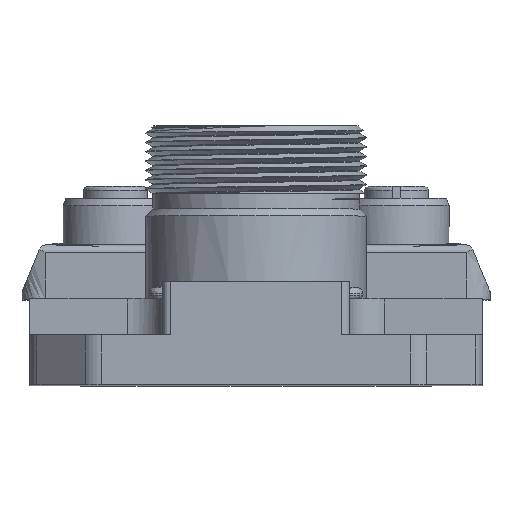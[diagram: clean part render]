
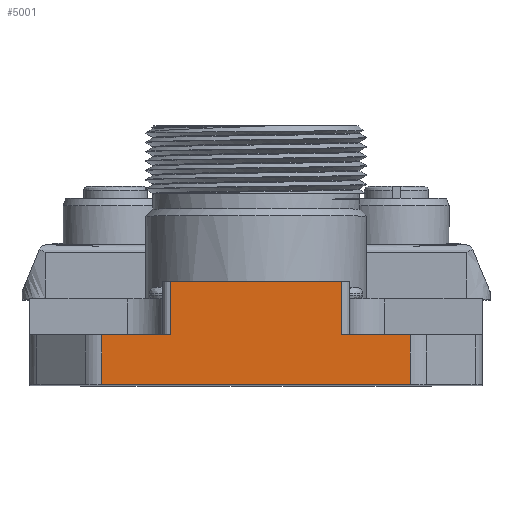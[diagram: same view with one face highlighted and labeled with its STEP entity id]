
A CAD part, top view. The second image highlights one B-rep face of the part: STEP entity #5001.
In plain terms, the highlighted free-form (B-spline) face has degree [1, 1] with [2, 2] control points.
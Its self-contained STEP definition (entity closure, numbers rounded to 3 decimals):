
#104=CARTESIAN_POINT('',(19.791,0.,0.));
#105=VERTEX_POINT('',#104);
#112=CARTESIAN_POINT('',(-19.791,0.,0.));
#113=VERTEX_POINT('',#112);
#114=CARTESIAN_POINT('',(19.791,0.,0.));
#115=CARTESIAN_POINT('',(-19.791,0.,0.));
#116=B_SPLINE_CURVE_WITH_KNOTS('',1,(#114,#115),.POLYLINE_FORM.,.F.,.U.,(2,2),(0.,1.),.UNSPECIFIED.);
#117=EDGE_CURVE('',#105,#113,#116,.T.);
#4866=CARTESIAN_POINT('',(-19.791,6.4,0.));
#4867=VERTEX_POINT('',#4866);
#4874=CARTESIAN_POINT('',(-11.,6.4,0.));
#4875=VERTEX_POINT('',#4874);
#4876=CARTESIAN_POINT('',(-19.791,6.4,0.));
#4877=CARTESIAN_POINT('',(-11.,6.4,0.));
#4878=B_SPLINE_CURVE_WITH_KNOTS('',1,(#4876,#4877),.POLYLINE_FORM.,.F.,.U.,(2,2),(0.,1.),.UNSPECIFIED.);
#4879=EDGE_CURVE('',#4867,#4875,#4878,.T.);
#4954=CARTESIAN_POINT('',(-43.669,-53.515,0.));
#4955=CARTESIAN_POINT('',(-43.669,87.515,0.));
#4956=CARTESIAN_POINT('',(97.362,-53.515,0.));
#4957=CARTESIAN_POINT('',(97.362,87.515,0.));
#4958=B_SPLINE_SURFACE_WITH_KNOTS('',1,1,((#4954,#4955),(#4956,#4957)),.PLANE_SURF.,.F.,.F.,.U.,(2,2),(2,2),(0.,1.),(0.,1.),.UNSPECIFIED.);
#4959=CARTESIAN_POINT('',(11.,13.2,0.));
#4960=VERTEX_POINT('',#4959);
#4961=CARTESIAN_POINT('',(-11.,13.2,0.));
#4962=VERTEX_POINT('',#4961);
#4963=CARTESIAN_POINT('',(11.,13.2,0.));
#4964=CARTESIAN_POINT('',(-11.,13.2,0.));
#4965=B_SPLINE_CURVE_WITH_KNOTS('',1,(#4963,#4964),.POLYLINE_FORM.,.F.,.U.,(2,2),(0.,1.),.UNSPECIFIED.);
#4966=EDGE_CURVE('',#4960,#4962,#4965,.T.);
#4967=ORIENTED_EDGE('',*,*,#4966,.T.);
#4968=CARTESIAN_POINT('',(-11.,13.2,0.));
#4969=CARTESIAN_POINT('',(-11.,6.4,0.));
#4970=B_SPLINE_CURVE_WITH_KNOTS('',1,(#4968,#4969),.POLYLINE_FORM.,.F.,.U.,(2,2),(0.,1.),.UNSPECIFIED.);
#4971=EDGE_CURVE('',#4962,#4875,#4970,.T.);
#4972=ORIENTED_EDGE('',*,*,#4971,.T.);
#4973=ORIENTED_EDGE('',*,*,#4879,.F.);
#4974=CARTESIAN_POINT('',(-19.791,6.4,0.));
#4975=CARTESIAN_POINT('',(-19.791,0.,0.));
#4976=B_SPLINE_CURVE_WITH_KNOTS('',1,(#4974,#4975),.POLYLINE_FORM.,.F.,.U.,(2,2),(0.,1.),.UNSPECIFIED.);
#4977=EDGE_CURVE('',#4867,#113,#4976,.T.);
#4978=ORIENTED_EDGE('',*,*,#4977,.T.);
#4979=ORIENTED_EDGE('',*,*,#117,.F.);
#4980=CARTESIAN_POINT('',(19.791,6.4,0.));
#4981=VERTEX_POINT('',#4980);
#4982=CARTESIAN_POINT('',(19.791,0.,0.));
#4983=CARTESIAN_POINT('',(19.791,6.4,0.));
#4984=B_SPLINE_CURVE_WITH_KNOTS('',1,(#4982,#4983),.POLYLINE_FORM.,.F.,.U.,(2,2),(0.,1.),.UNSPECIFIED.);
#4985=EDGE_CURVE('',#105,#4981,#4984,.T.);
#4986=ORIENTED_EDGE('',*,*,#4985,.T.);
#4987=CARTESIAN_POINT('',(11.,6.4,0.));
#4988=VERTEX_POINT('',#4987);
#4989=CARTESIAN_POINT('',(19.791,6.4,0.));
#4990=CARTESIAN_POINT('',(11.,6.4,0.));
#4991=B_SPLINE_CURVE_WITH_KNOTS('',1,(#4989,#4990),.POLYLINE_FORM.,.F.,.U.,(2,2),(0.,1.),.UNSPECIFIED.);
#4992=EDGE_CURVE('',#4981,#4988,#4991,.T.);
#4993=ORIENTED_EDGE('',*,*,#4992,.T.);
#4994=CARTESIAN_POINT('',(11.,6.4,0.));
#4995=CARTESIAN_POINT('',(11.,13.2,0.));
#4996=B_SPLINE_CURVE_WITH_KNOTS('',1,(#4994,#4995),.POLYLINE_FORM.,.F.,.U.,(2,2),(0.,1.),.UNSPECIFIED.);
#4997=EDGE_CURVE('',#4988,#4960,#4996,.T.);
#4998=ORIENTED_EDGE('',*,*,#4997,.T.);
#4999=EDGE_LOOP('',(#4967,#4972,#4973,#4978,#4979,#4986,#4993,#4998));
#5000=FACE_OUTER_BOUND('',#4999,.T.);
#5001=ADVANCED_FACE('',(#5000),#4958,.T.);
